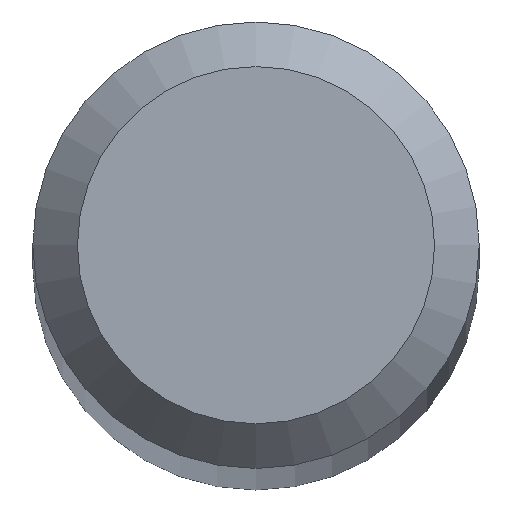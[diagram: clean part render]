
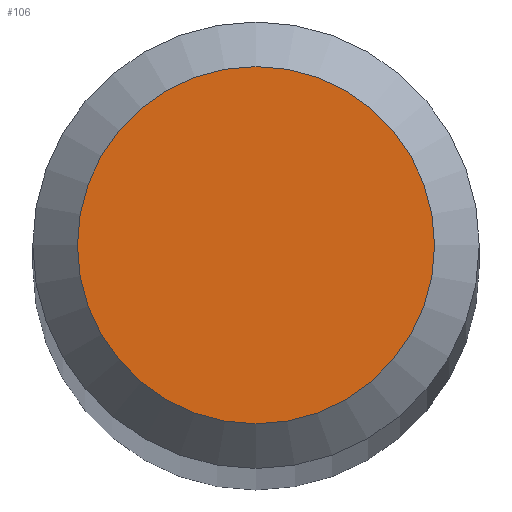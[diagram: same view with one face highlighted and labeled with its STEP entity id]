
A CAD part, top view. The second image highlights one B-rep face of the part: STEP entity #106.
In plain terms, the highlighted planar face has unit normal (0, 0, 1).
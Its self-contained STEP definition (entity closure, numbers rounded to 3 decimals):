
#23 = VERTEX_POINT ( 'NONE', #157 ) ;
#26 = CARTESIAN_POINT ( 'NONE',  ( 0., 0., 30. ) ) ;
#35 = EDGE_CURVE ( 'NONE', #23, #23, #84, .T. ) ;
#40 = DIRECTION ( 'NONE',  ( 0., 1., 0. ) ) ;
#57 = FACE_OUTER_BOUND ( 'NONE', #61, .T. ) ;
#58 = DIRECTION ( 'NONE',  ( 0., 1., 0. ) ) ;
#61 = EDGE_LOOP ( 'NONE', ( #109 ) ) ;
#84 = CIRCLE ( 'NONE', #89, 0.4 ) ;
#89 = AXIS2_PLACEMENT_3D ( 'NONE', #26, #91, #40 ) ;
#91 = DIRECTION ( 'NONE',  ( 0., 0., -1. ) ) ;
#106 = ADVANCED_FACE ( 'NONE', ( #57 ), #190, .F. ) ;
#109 = ORIENTED_EDGE ( 'NONE', *, *, #35, .F. ) ;
#119 = CARTESIAN_POINT ( 'NONE',  ( 0., 0., 30. ) ) ;
#138 = DIRECTION ( 'NONE',  ( 0., 0., -1. ) ) ;
#157 = CARTESIAN_POINT ( 'NONE',  ( 0., 0.4, 30. ) ) ;
#185 = AXIS2_PLACEMENT_3D ( 'NONE', #119, #138, #58 ) ;
#190 = PLANE ( 'NONE',  #185 ) ;
